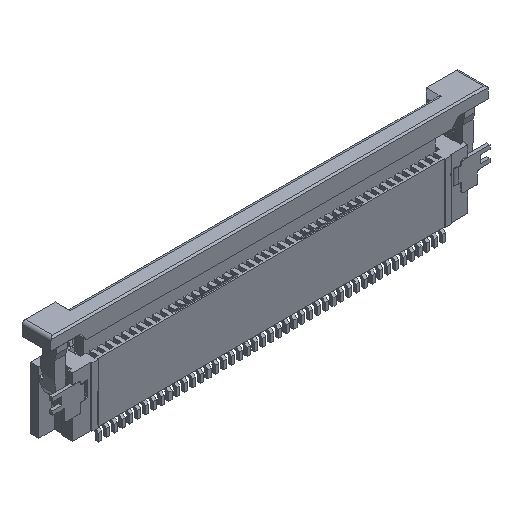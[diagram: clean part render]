
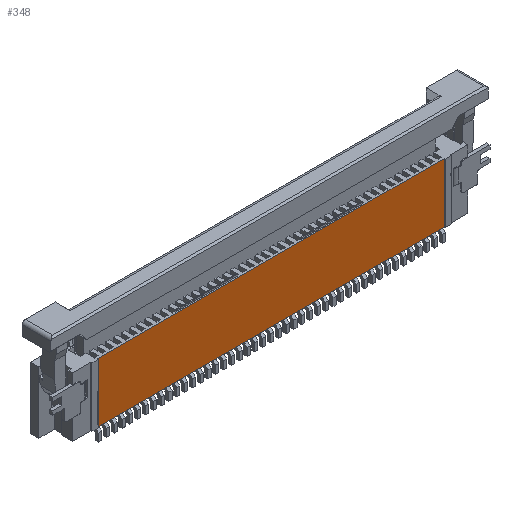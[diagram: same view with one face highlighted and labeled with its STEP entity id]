
A CAD part, isometric view. The second image highlights one B-rep face of the part: STEP entity #348.
In plain terms, the highlighted planar face has unit normal (0, -1, 0).
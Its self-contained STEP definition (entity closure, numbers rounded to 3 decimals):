
#348=ADVANCED_FACE('',(#2472),#2473,.T.);
#2472=FACE_OUTER_BOUND('',#6336,.T.);
#2473=PLANE('',#6337);
#6336=EDGE_LOOP('',(#11083,#11084,#11085,#11086));
#6337=AXIS2_PLACEMENT_3D('',#11087,#11088,#11089);
#11083=ORIENTED_EDGE('',*,*,#28533,.T.);
#11084=ORIENTED_EDGE('',*,*,#28534,.T.);
#11085=ORIENTED_EDGE('',*,*,#28535,.T.);
#11086=ORIENTED_EDGE('',*,*,#28536,.F.);
#11087=CARTESIAN_POINT('',(0.0,0.06,3.95));
#11088=DIRECTION('',(0.0,-1.0,0.0));
#11089=DIRECTION('',(0.0,0.0,-1.0));
#28533=EDGE_CURVE('',#35433,#35434,#35435,.T.);
#28534=EDGE_CURVE('',#35434,#35436,#35437,.T.);
#28535=EDGE_CURVE('',#35436,#35438,#35439,.T.);
#28536=EDGE_CURVE('',#35433,#35438,#35440,.T.);
#35433=VERTEX_POINT('',#45882);
#35434=VERTEX_POINT('',#45883);
#35435=LINE('',#45884,#45885);
#35436=VERTEX_POINT('',#45886);
#35437=LINE('',#45887,#45888);
#35438=VERTEX_POINT('',#45889);
#35439=LINE('',#45890,#45891);
#35440=LINE('',#45892,#45893);
#45882=CARTESIAN_POINT('',(-11.075,0.06,3.95));
#45883=CARTESIAN_POINT('',(-11.075,0.06,0.15));
#45884=CARTESIAN_POINT('',(-11.075,0.06,3.95));
#45885=VECTOR('',#60195,3.8);
#45886=CARTESIAN_POINT('',(11.125,0.06,0.15));
#45887=CARTESIAN_POINT('',(-11.075,0.06,0.15));
#45888=VECTOR('',#60196,22.2);
#45889=CARTESIAN_POINT('',(11.125,0.06,3.95));
#45890=CARTESIAN_POINT('',(11.125,0.06,0.15));
#45891=VECTOR('',#60197,3.8);
#45892=CARTESIAN_POINT('',(-11.075,0.06,3.95));
#45893=VECTOR('',#60198,22.2);
#60195=DIRECTION('',(0.0,0.0,-1.0));
#60196=DIRECTION('',(1.0,0.0,0.0));
#60197=DIRECTION('',(0.0,0.0,1.0));
#60198=DIRECTION('',(1.0,0.0,0.0));
